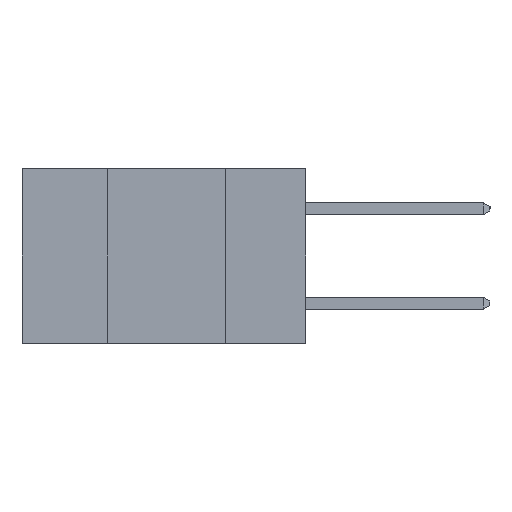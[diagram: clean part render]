
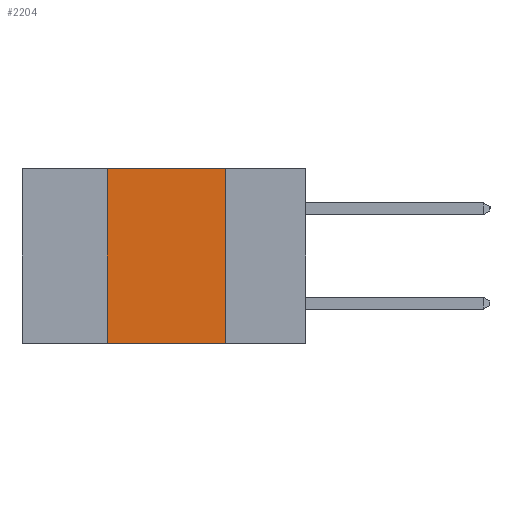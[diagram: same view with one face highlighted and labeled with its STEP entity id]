
A CAD part, left-side view. The second image highlights one B-rep face of the part: STEP entity #2204.
In plain terms, the highlighted planar face has unit normal (-1, 0, 0).
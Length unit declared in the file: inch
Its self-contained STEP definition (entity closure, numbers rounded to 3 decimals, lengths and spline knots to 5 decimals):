
#107 = VERTEX_POINT ( 'NONE', #4114 ) ;
#527 = FACE_OUTER_BOUND ( 'NONE', #10738, .T. ) ;
#657 = VECTOR ( 'NONE', #1702, 39.37008 ) ;
#1120 = CARTESIAN_POINT ( 'NONE',  ( 0., 0.42, 0. ) ) ;
#1425 = PLANE ( 'NONE',  #3493 ) ;
#1702 = DIRECTION ( 'NONE',  ( 0., -1., 0. ) ) ;
#2180 = DIRECTION ( 'NONE',  ( 0., -1., 0. ) ) ;
#2204 = ADVANCED_FACE ( 'NONE', ( #527 ), #1425, .F. ) ;
#2264 = EDGE_CURVE ( 'NONE', #10994, #3038, #11270, .T. ) ;
#2303 = CARTESIAN_POINT ( 'NONE',  ( 0., 0.6, 0. ) ) ;
#2587 = ORIENTED_EDGE ( 'NONE', *, *, #8071, .F. ) ;
#3038 = VERTEX_POINT ( 'NONE', #10362 ) ;
#3493 = AXIS2_PLACEMENT_3D ( 'NONE', #2303, #6789, #9616 ) ;
#3540 = VECTOR ( 'NONE', #4459, 39.37008 ) ;
#3732 = ORIENTED_EDGE ( 'NONE', *, *, #5595, .T. ) ;
#3822 = EDGE_CURVE ( 'NONE', #3038, #8589, #4403, .T. ) ;
#4114 = CARTESIAN_POINT ( 'NONE',  ( 0., 0.42, -0.37 ) ) ;
#4403 = LINE ( 'NONE', #4569, #3540 ) ;
#4459 = DIRECTION ( 'NONE',  ( 0., 0., -1. ) ) ;
#4569 = CARTESIAN_POINT ( 'NONE',  ( 0., 0.17, -0.37 ) ) ;
#5595 = EDGE_CURVE ( 'NONE', #107, #8589, #11663, .T. ) ;
#5657 = DIRECTION ( 'NONE',  ( 0., 0., 1. ) ) ;
#6489 = ORIENTED_EDGE ( 'NONE', *, *, #2264, .F. ) ;
#6789 = DIRECTION ( 'NONE',  ( 1., 0., 0. ) ) ;
#7231 = CARTESIAN_POINT ( 'NONE',  ( 0., 0.42, -0.37 ) ) ;
#7668 = CARTESIAN_POINT ( 'NONE',  ( 0., 0.17, -0.37 ) ) ;
#8071 = EDGE_CURVE ( 'NONE', #107, #10994, #11749, .T. ) ;
#8589 = VERTEX_POINT ( 'NONE', #7668 ) ;
#9017 = VECTOR ( 'NONE', #2180, 39.37008 ) ;
#9491 = VECTOR ( 'NONE', #5657, 39.37008 ) ;
#9616 = DIRECTION ( 'NONE',  ( 0., 0., -1. ) ) ;
#9776 = CARTESIAN_POINT ( 'NONE',  ( 0., 0.6, -0.37 ) ) ;
#10362 = CARTESIAN_POINT ( 'NONE',  ( 0., 0.17, 0. ) ) ;
#10390 = CARTESIAN_POINT ( 'NONE',  ( 0., 0.6, 0. ) ) ;
#10497 = ORIENTED_EDGE ( 'NONE', *, *, #3822, .F. ) ;
#10738 = EDGE_LOOP ( 'NONE', ( #10497, #6489, #2587, #3732 ) ) ;
#10994 = VERTEX_POINT ( 'NONE', #1120 ) ;
#11270 = LINE ( 'NONE', #10390, #9017 ) ;
#11663 = LINE ( 'NONE', #9776, #657 ) ;
#11749 = LINE ( 'NONE', #7231, #9491 ) ;
